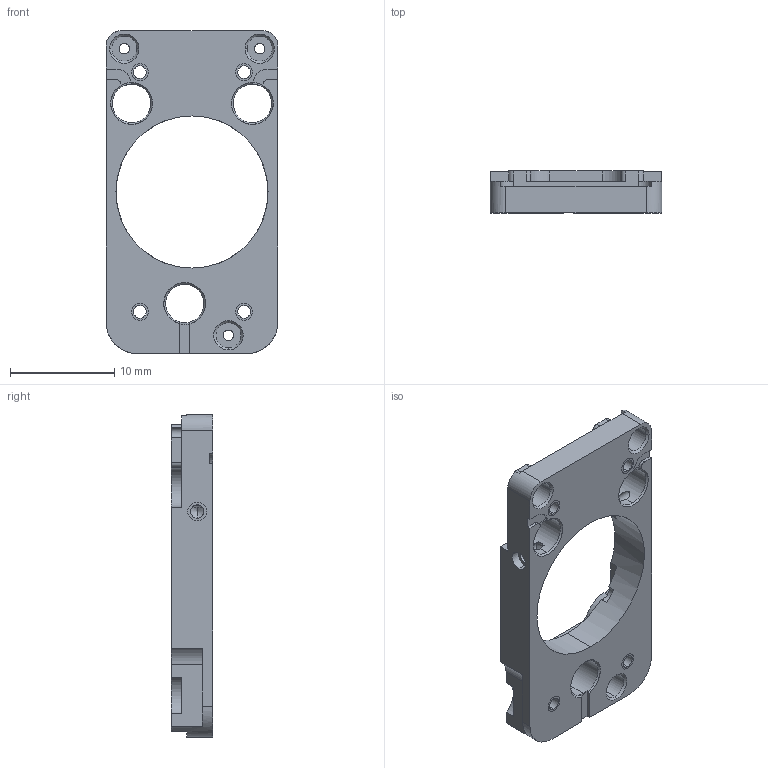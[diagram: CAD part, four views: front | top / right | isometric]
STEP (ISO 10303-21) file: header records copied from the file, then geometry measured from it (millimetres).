
FILE_DESCRIPTION(/* description */ ('VariCAD 2015-1.08 AP-214'),/* implementation_level */ '2;1');
FILE_NAME(/* name */ '0353-19-65G.stp',/* time_stamp */ '2015-06-10T16:10:50-06:00',/* author */ (''),/* organization */ (''),/* preprocessor_version */ 'ST-DEVELOPER v14',/* originating_system */ 'VariCAD 2015-1.08; kernel version (20130303)',/* authorisation */ '');
FILE_SCHEMA (('AUTOMOTIVE_DESIGN'));
Length unit declared in the file: millimetre
Products named in the file (9): 0353-19-65G
Assembly tree (8 placements, depth 2):
  0353-19-65G
    (unnamed)
    (unnamed)
    (unnamed)
    (unnamed)
    (unnamed)
    (unnamed)
    (unnamed)
    (unnamed)
Bounding box: 16.5 x 4 x 31 mm (x, y, z)
Volume: 987.7 mm3; surface area: 1877.7 mm2
Topology: 8 solids, 8 shells, 256 faces, 742 edges, 477 vertices
Faces by surface type: cylinder 123, plane 91, cone 42
Entity records: 11089 total; most frequent: CARTESIAN_POINT 2058, DIRECTION 1537, ORIENTED_EDGE 1472, EDGE_CURVE 736, AXIS2_PLACEMENT_3D 588, VERTEX_POINT 477, LINE 361, VECTOR 361
